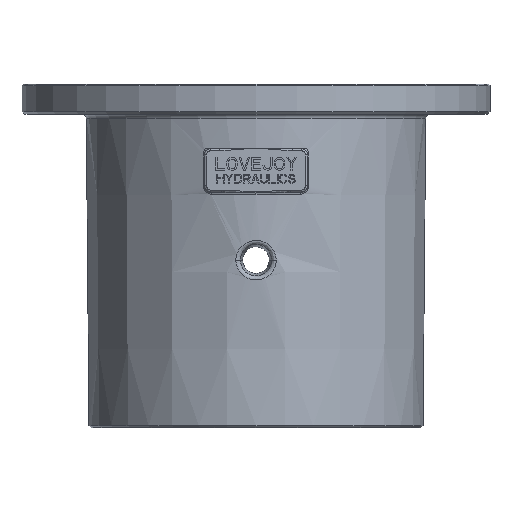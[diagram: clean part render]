
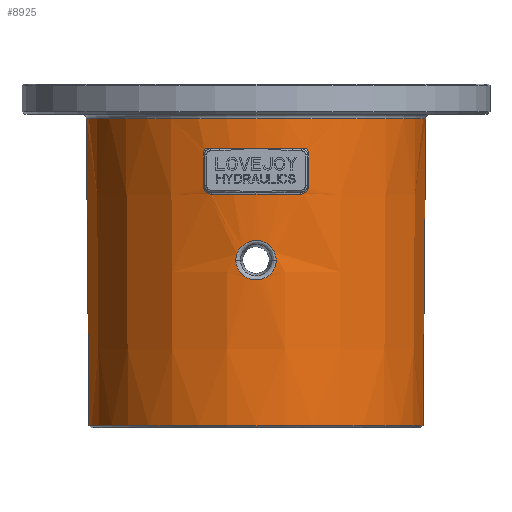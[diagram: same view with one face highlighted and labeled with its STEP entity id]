
A CAD part, left-side view. The second image highlights one B-rep face of the part: STEP entity #8925.
In plain terms, the highlighted conical face has half-angle 0.5 degrees and reference radius 62.229 mm.
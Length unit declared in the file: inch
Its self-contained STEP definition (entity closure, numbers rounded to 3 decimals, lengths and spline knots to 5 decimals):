
#126=CARTESIAN_POINT('',(-2.43385,-0.29357,
-2.62045));
#127=CARTESIAN_POINT('',(-2.43365,-0.29356,
-2.64345));
#128=CARTESIAN_POINT('',(-2.43392,-0.28814,
-2.68823));
#129=CARTESIAN_POINT('',(-2.43621,-0.26335,
-2.75386));
#130=CARTESIAN_POINT('',(-2.43977,-0.22338,
-2.8115));
#131=CARTESIAN_POINT('',(-2.44375,-0.17003,
-2.85861));
#132=CARTESIAN_POINT('',(-2.44712,-0.10643,
-2.89181));
#133=CARTESIAN_POINT('',(-2.44905,-0.03652,
-2.90897));
#134=CARTESIAN_POINT('',(-2.44907,0.03554,
-2.90911));
#135=CARTESIAN_POINT('',(-2.44715,0.10585,
-2.89205));
#136=CARTESIAN_POINT('',(-2.44377,0.16965,
-2.85889));
#137=CARTESIAN_POINT('',(-2.43979,0.22323,
-2.8117));
#138=CARTESIAN_POINT('',(-2.43621,0.26334,
-2.75389));
#139=CARTESIAN_POINT('',(-2.43392,0.28812,
-2.68829));
#140=CARTESIAN_POINT('',(-2.43365,0.29356,
-2.64347));
#141=CARTESIAN_POINT('',(-2.43385,0.29357,
-2.62045));
#143=CARTESIAN_POINT('',(-2.43385,0.29357,
-2.62045));
#144=CARTESIAN_POINT('',(-2.43406,0.29357,
-2.59742));
#145=CARTESIAN_POINT('',(-2.43511,0.28816,
-2.55259));
#146=CARTESIAN_POINT('',(-2.43855,0.26334,
-2.48686));
#147=CARTESIAN_POINT('',(-2.44313,0.22329,
-2.42914));
#148=CARTESIAN_POINT('',(-2.44793,0.16987,
-2.38203));
#149=CARTESIAN_POINT('',(-2.45187,0.10628,
-2.34889));
#150=CARTESIAN_POINT('',(-2.45409,0.03642,
-2.33177));
#151=CARTESIAN_POINT('',(-2.45411,-0.03549,
-2.33164));
#152=CARTESIAN_POINT('',(-2.4519,-0.10572,
-2.34865));
#153=CARTESIAN_POINT('',(-2.44795,-0.16952,
-2.38177));
#154=CARTESIAN_POINT('',(-2.44315,-0.22316,-2.42896));
#155=CARTESIAN_POINT('',(-2.43855,-0.26334,
-2.48684));
#156=CARTESIAN_POINT('',(-2.43511,-0.28815,
-2.55257));
#157=CARTESIAN_POINT('',(-2.43406,-0.29357,
-2.59741));
#158=CARTESIAN_POINT('',(-2.43385,-0.29357,
-2.62045));
#160=CARTESIAN_POINT('',(-2.34129,-0.77062,
-1.08974));
#161=CARTESIAN_POINT('',(-2.34137,-0.77062,
-1.08125));
#162=CARTESIAN_POINT('',(-2.3421,-0.76887,
-1.06466));
#163=CARTESIAN_POINT('',(-2.34484,-0.76118,
-1.04056));
#164=CARTESIAN_POINT('',(-2.34913,-0.7485,
-1.0184));
#165=CARTESIAN_POINT('',(-2.3528,-0.73721,
-1.00579));
#166=CARTESIAN_POINT('',(-2.35485,-0.73077,
-1.));
#168=CARTESIAN_POINT('',(-2.35485,0.73078,-1.));
#169=CARTESIAN_POINT('',(-2.35279,0.73724,
-1.0058));
#170=CARTESIAN_POINT('',(-2.34911,0.74854,
-1.01846));
#171=CARTESIAN_POINT('',(-2.34481,0.76125,
-1.04069));
#172=CARTESIAN_POINT('',(-2.34208,0.76891,
-1.06487));
#173=CARTESIAN_POINT('',(-2.34137,0.77062,
-1.08134));
#174=CARTESIAN_POINT('',(-2.34129,0.77062,
-1.08974));
#176=DIRECTION('',(0.009,0.,-1.));
#177=VECTOR('',#176,0.45002);
#178=CARTESIAN_POINT('',(-2.34129,0.77062,
-1.08974));
#179=LINE('',#178,#177);
#180=CARTESIAN_POINT('',(-2.33716,0.77061,
-1.53974));
#181=CARTESIAN_POINT('',(-2.33706,0.77061,
-1.55019));
#182=CARTESIAN_POINT('',(-2.33774,0.768,
-1.5704));
#183=CARTESIAN_POINT('',(-2.34126,0.75644,
-1.59944));
#184=CARTESIAN_POINT('',(-2.34702,0.7377,
-1.62468));
#185=CARTESIAN_POINT('',(-2.3545,0.71292,
-1.64438));
#186=CARTESIAN_POINT('',(-2.36316,0.68333,
-1.65694));
#187=CARTESIAN_POINT('',(-2.36894,0.66275,
-1.65974));
#188=CARTESIAN_POINT('',(-2.37189,0.65205,
-1.65974));
#190=CARTESIAN_POINT('',(-2.37189,-0.65205,
-1.65974));
#191=CARTESIAN_POINT('',(-2.36891,-0.66287,
-1.65974));
#192=CARTESIAN_POINT('',(-2.36307,-0.68362,
-1.65686));
#193=CARTESIAN_POINT('',(-2.35444,-0.71313,
-1.64426));
#194=CARTESIAN_POINT('',(-2.34695,-0.73792,
-1.62445));
#195=CARTESIAN_POINT('',(-2.34122,-0.75657,
-1.59922));
#196=CARTESIAN_POINT('',(-2.33772,-0.76808,
-1.57004));
#197=CARTESIAN_POINT('',(-2.33707,-0.77061,
-1.55004));
#198=CARTESIAN_POINT('',(-2.33716,-0.77061,
-1.53974));
#200=DIRECTION('',(-0.009,0.,1.));
#201=VECTOR('',#200,0.45002);
#202=CARTESIAN_POINT('',(-2.33716,-0.77061,
-1.53974));
#203=LINE('',#202,#201);
#204=CARTESIAN_POINT('',(0.,0.,-5.02974));
#205=DIRECTION('',(0.,0.,1.));
#206=DIRECTION('',(0.,1.,0.));
#207=AXIS2_PLACEMENT_3D('',#204,#205,#206);
#209=CARTESIAN_POINT('',(0.,0.,-0.55948));
#210=DIRECTION('',(0.,0.,1.));
#211=DIRECTION('',(0.,1.,0.));
#212=AXIS2_PLACEMENT_3D('',#209,#210,#211);
#766=DIRECTION('',(0.,-0.009,1.));
#767=VECTOR('',#766,4.47043);
#768=CARTESIAN_POINT('',(0.,-2.43047,-5.02974));
#769=LINE('',#768,#767);
#775=DIRECTION('',(0.,-0.009,-1.));
#776=VECTOR('',#775,4.47043);
#777=CARTESIAN_POINT('',(0.,2.46948,-0.55948));
#778=LINE('',#777,#776);
#2249=CARTESIAN_POINT('',(0.,0.,-1.));
#2250=DIRECTION('',(0.,0.,1.));
#2251=DIRECTION('',(-0.955,0.296,0.));
#2252=AXIS2_PLACEMENT_3D('',#2249,#2250,#2251);
#6845=CARTESIAN_POINT('',(0.,0.,-1.65974));
#6846=DIRECTION('',(0.,0.,-1.));
#6847=DIRECTION('',(-0.964,-0.265,0.));
#6848=AXIS2_PLACEMENT_3D('',#6845,#6846,#6847);
#6994=VERTEX_POINT('',#126);
#6995=VERTEX_POINT('',#141);
#7002=VERTEX_POINT('',#190);
#7003=VERTEX_POINT('',#198);
#7006=CARTESIAN_POINT('',(-2.34129,-0.77062,
-1.08974));
#7007=VERTEX_POINT('',#7006);
#7009=VERTEX_POINT('',#180);
#7010=VERTEX_POINT('',#188);
#7013=CARTESIAN_POINT('',(-2.34129,0.77062,
-1.08974));
#7014=VERTEX_POINT('',#7013);
#8523=CARTESIAN_POINT('',(0.,2.46948,-0.55948));
#8525=VERTEX_POINT('',#8523);
#8527=CARTESIAN_POINT('',(0.,-2.46948,-0.55948));
#8529=VERTEX_POINT('',#8527);
#8606=CARTESIAN_POINT('',(0.,2.43047,-5.02974));
#8607=CARTESIAN_POINT('',(0.,-2.43047,-5.02974));
#8608=VERTEX_POINT('',#8606);
#8609=VERTEX_POINT('',#8607);
#8618=CARTESIAN_POINT('',(-2.35485,0.73078,
-1.));
#8619=CARTESIAN_POINT('',(-2.35485,-0.73077,
-1.));
#8620=VERTEX_POINT('',#8618);
#8621=VERTEX_POINT('',#8619);
#8887=CARTESIAN_POINT('',(0.,0.,-2.79461));
#8888=DIRECTION('',(0.,0.,1.));
#8889=DIRECTION('',(0.,1.,0.));
#8890=AXIS2_PLACEMENT_3D('',#8887,#8888,#8889);
#8891=CONICAL_SURFACE('',#8890,2.44998,0.5);
#8893=ORIENTED_EDGE('',*,*,#8892,.F.);
#8895=ORIENTED_EDGE('',*,*,#8894,.F.);
#8896=ORIENTED_EDGE('',*,*,#8882,.T.);
#8898=ORIENTED_EDGE('',*,*,#8897,.F.);
#8899=EDGE_LOOP('',(#8893,#8895,#8896,#8898));
#8900=FACE_OUTER_BOUND('',#8899,.F.);
#8902=ORIENTED_EDGE('',*,*,#8901,.T.);
#8904=ORIENTED_EDGE('',*,*,#8903,.F.);
#8906=ORIENTED_EDGE('',*,*,#8905,.T.);
#8908=ORIENTED_EDGE('',*,*,#8907,.T.);
#8910=ORIENTED_EDGE('',*,*,#8909,.T.);
#8912=ORIENTED_EDGE('',*,*,#8911,.F.);
#8914=ORIENTED_EDGE('',*,*,#8913,.T.);
#8916=ORIENTED_EDGE('',*,*,#8915,.T.);
#8917=EDGE_LOOP('',(#8902,#8904,#8906,#8908,#8910,#8912,#8914,#8916));
#8918=FACE_BOUND('',#8917,.F.);
#8920=ORIENTED_EDGE('',*,*,#8919,.F.);
#8922=ORIENTED_EDGE('',*,*,#8921,.F.);
#8923=EDGE_LOOP('',(#8920,#8922));
#8924=FACE_BOUND('',#8923,.F.);
#8925=ADVANCED_FACE('',(#8900,#8918,#8924),#8891,.T.);
#142=B_SPLINE_CURVE_WITH_KNOTS('',3,(#126,#127,#128,#129,#130,#131,#132,#133,
#134,#135,#136,#137,#138,#139,#140,#141),.UNSPECIFIED.,.F.,.F.,(4,1,1,1,1,1,1,1,
1,1,1,1,1,4),(0.,0.07692,0.15385,0.23077,
0.30769,0.38462,0.46154,0.53846,
0.61538,0.69231,0.76923,0.84615,
0.92308,1.),.UNSPECIFIED.);
#159=B_SPLINE_CURVE_WITH_KNOTS('',3,(#143,#144,#145,#146,#147,#148,#149,#150,
#151,#152,#153,#154,#155,#156,#157,#158),.UNSPECIFIED.,.F.,.F.,(4,1,1,1,1,1,1,1,
1,1,1,1,1,4),(0.,0.07692,0.15385,0.23077,
0.30769,0.38462,0.46154,0.53846,
0.61538,0.69231,0.76923,0.84615,
0.92308,1.),.UNSPECIFIED.);
#167=B_SPLINE_CURVE_WITH_KNOTS('',3,(#160,#161,#162,#163,#164,#165,#166),
.UNSPECIFIED.,.F.,.F.,(4,1,1,1,4),(0.,0.25,0.5,0.75,1.),
.UNSPECIFIED.);
#175=B_SPLINE_CURVE_WITH_KNOTS('',3,(#168,#169,#170,#171,#172,#173,#174),
.UNSPECIFIED.,.F.,.F.,(4,1,1,1,4),(0.,0.25,0.5,0.75,1.),
.UNSPECIFIED.);
#189=B_SPLINE_CURVE_WITH_KNOTS('',3,(#180,#181,#182,#183,#184,#185,#186,#187,
#188),.UNSPECIFIED.,.F.,.F.,(4,1,1,1,1,1,4),(0.,0.16667,
0.33333,0.5,0.66667,0.83333,1.),
.UNSPECIFIED.);
#199=B_SPLINE_CURVE_WITH_KNOTS('',3,(#190,#191,#192,#193,#194,#195,#196,#197,
#198),.UNSPECIFIED.,.F.,.F.,(4,1,1,1,1,1,4),(0.,0.16667,
0.33333,0.5,0.66667,0.83333,1.),
.UNSPECIFIED.);
#208=CIRCLE('',#207,2.43047);
#213=CIRCLE('',#212,2.46948);
#2253=CIRCLE('',#2252,2.46564);
#6849=CIRCLE('',#6848,2.45988);
#8882=EDGE_CURVE('',#8525,#8529,#213,.T.);
#8892=EDGE_CURVE('',#8608,#8609,#208,.T.);
#8894=EDGE_CURVE('',#8525,#8608,#778,.T.);
#8897=EDGE_CURVE('',#8609,#8529,#769,.T.);
#8901=EDGE_CURVE('',#7007,#8621,#167,.T.);
#8903=EDGE_CURVE('',#8620,#8621,#2253,.T.);
#8905=EDGE_CURVE('',#8620,#7014,#175,.T.);
#8907=EDGE_CURVE('',#7014,#7009,#179,.T.);
#8909=EDGE_CURVE('',#7009,#7010,#189,.T.);
#8911=EDGE_CURVE('',#7002,#7010,#6849,.T.);
#8913=EDGE_CURVE('',#7002,#7003,#199,.T.);
#8915=EDGE_CURVE('',#7003,#7007,#203,.T.);
#8919=EDGE_CURVE('',#6994,#6995,#142,.T.);
#8921=EDGE_CURVE('',#6995,#6994,#159,.T.);
